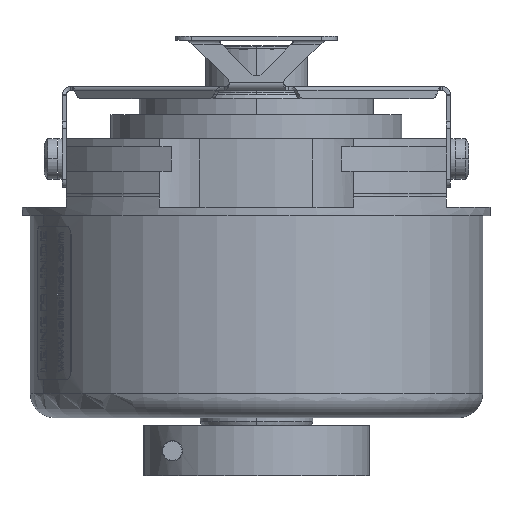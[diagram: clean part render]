
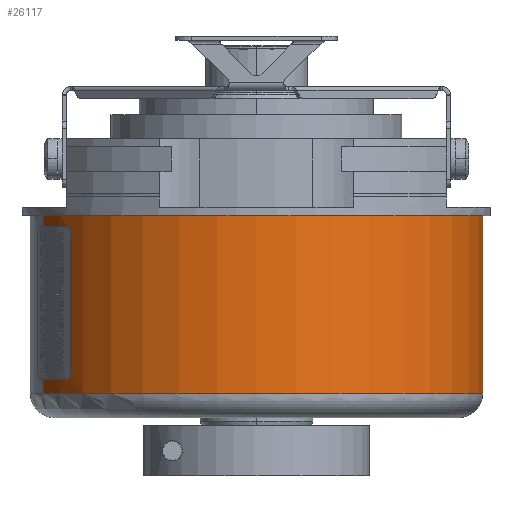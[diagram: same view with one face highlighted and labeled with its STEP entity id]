
A CAD part, front view. The second image highlights one B-rep face of the part: STEP entity #26117.
In plain terms, the highlighted cylindrical face has radius 28 mm (diameter 56 mm), a partial arc.
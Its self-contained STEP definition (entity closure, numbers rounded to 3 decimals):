
#4373=DIRECTION('',(0.,0.,1.));
#4374=VECTOR('',#4373,17.);
#4375=CARTESIAN_POINT('',(-22.936,-16.06,-15.5));
#4376=LINE('',#4375,#4374);
#4377=CARTESIAN_POINT('',(-22.936,-16.06,1.5));
#4378=CARTESIAN_POINT('',(-22.936,-16.06,
1.533));
#4379=CARTESIAN_POINT('',(-22.938,-16.058,
1.598));
#4380=CARTESIAN_POINT('',(-22.946,-16.046,
1.696));
#4381=CARTESIAN_POINT('',(-22.96,-16.026,1.791));
#4382=CARTESIAN_POINT('',(-22.979,-15.999,
1.883));
#4383=CARTESIAN_POINT('',(-23.003,-15.965,
1.972));
#4384=CARTESIAN_POINT('',(-23.032,-15.923,
2.057));
#4385=CARTESIAN_POINT('',(-23.065,-15.874,
2.136));
#4386=CARTESIAN_POINT('',(-23.102,-15.82,
2.208));
#4387=CARTESIAN_POINT('',(-23.143,-15.76,
2.274));
#4388=CARTESIAN_POINT('',(-23.188,-15.695,
2.333));
#4389=CARTESIAN_POINT('',(-23.235,-15.625,
2.384));
#4390=CARTESIAN_POINT('',(-23.285,-15.551,
2.425));
#4391=CARTESIAN_POINT('',(-23.336,-15.474,
2.458));
#4392=CARTESIAN_POINT('',(-23.388,-15.395,
2.482));
#4393=CARTESIAN_POINT('',(-23.442,-15.313,
2.497));
#4394=CARTESIAN_POINT('',(-23.477,-15.258,2.5));
#4395=CARTESIAN_POINT('',(-23.495,-15.231,2.5));
#4397=CARTESIAN_POINT('',(0.,0.,2.5));
#4398=DIRECTION('',(0.,0.,1.));
#4399=DIRECTION('',(-0.94,-0.342,0.));
#4400=AXIS2_PLACEMENT_3D('',#4397,#4398,#4399);
#4402=DIRECTION('',(0.,0.,-1.));
#4403=VECTOR('',#4402,1.3);
#4404=CARTESIAN_POINT('',(-26.311,-9.577,3.8));
#4405=LINE('',#4404,#4403);
#4406=DIRECTION('',(0.,0.,-1.));
#4407=VECTOR('',#4406,1.7);
#4408=CARTESIAN_POINT('',(-26.311,-9.577,-16.5));
#4409=LINE('',#4408,#4407);
#4410=CARTESIAN_POINT('',(0.,0.,-16.5));
#4411=DIRECTION('',(0.,0.,1.));
#4412=DIRECTION('',(-0.94,-0.342,0.));
#4413=AXIS2_PLACEMENT_3D('',#4410,#4411,#4412);
#4415=CARTESIAN_POINT('',(-23.495,-15.231,-16.5));
#4416=CARTESIAN_POINT('',(-23.477,-15.258,-16.5));
#4417=CARTESIAN_POINT('',(-23.442,-15.313,
-16.497));
#4418=CARTESIAN_POINT('',(-23.388,-15.395,
-16.482));
#4419=CARTESIAN_POINT('',(-23.336,-15.474,
-16.458));
#4420=CARTESIAN_POINT('',(-23.285,-15.551,
-16.425));
#4421=CARTESIAN_POINT('',(-23.235,-15.625,
-16.384));
#4422=CARTESIAN_POINT('',(-23.188,-15.695,
-16.333));
#4423=CARTESIAN_POINT('',(-23.143,-15.76,
-16.274));
#4424=CARTESIAN_POINT('',(-23.102,-15.82,
-16.208));
#4425=CARTESIAN_POINT('',(-23.065,-15.874,
-16.136));
#4426=CARTESIAN_POINT('',(-23.032,-15.923,
-16.057));
#4427=CARTESIAN_POINT('',(-23.003,-15.965,
-15.972));
#4428=CARTESIAN_POINT('',(-22.979,-15.999,
-15.883));
#4429=CARTESIAN_POINT('',(-22.96,-16.026,-15.791));
#4430=CARTESIAN_POINT('',(-22.946,-16.046,
-15.696));
#4431=CARTESIAN_POINT('',(-22.938,-16.058,
-15.598));
#4432=CARTESIAN_POINT('',(-22.936,-16.06,
-15.533));
#4433=CARTESIAN_POINT('',(-22.936,-16.06,-15.5));
#4489=DIRECTION('',(0.,0.,-1.));
#4490=VECTOR('',#4489,22.);
#4491=CARTESIAN_POINT('',(26.311,9.577,3.8));
#4492=LINE('',#4491,#4490);
#4543=CARTESIAN_POINT('',(0.,0.,-18.2));
#4544=DIRECTION('',(0.,0.,1.));
#4545=DIRECTION('',(-0.94,-0.342,0.));
#4546=AXIS2_PLACEMENT_3D('',#4543,#4544,#4545);
#11671=CARTESIAN_POINT('',(0.,0.,3.8));
#11672=DIRECTION('',(0.,0.,1.));
#11673=DIRECTION('',(1.,0.,0.));
#11674=AXIS2_PLACEMENT_3D('',#11671,#11672,#11673);
#11676=CARTESIAN_POINT('',(0.,0.,3.8));
#11677=DIRECTION('',(0.,0.,1.));
#11678=DIRECTION('',(-0.94,-0.342,0.));
#11679=AXIS2_PLACEMENT_3D('',#11676,#11677,#11678);
#21756=CARTESIAN_POINT('',(-26.311,-9.577,-18.2));
#21757=CARTESIAN_POINT('',(26.311,9.577,-18.2));
#21758=VERTEX_POINT('',#21756);
#21759=VERTEX_POINT('',#21757);
#21803=CARTESIAN_POINT('',(26.311,9.577,3.8));
#21804=CARTESIAN_POINT('',(-26.311,-9.577,3.8));
#21805=VERTEX_POINT('',#21803);
#21806=VERTEX_POINT('',#21804);
#21807=CARTESIAN_POINT('',(28.,0.,3.8));
#21808=VERTEX_POINT('',#21807);
#23764=CARTESIAN_POINT('',(-26.311,-9.577,-16.5));
#23766=VERTEX_POINT('',#23764);
#23768=CARTESIAN_POINT('',(-26.311,-9.577,2.5));
#23770=VERTEX_POINT('',#23768);
#23945=CARTESIAN_POINT('',(-22.936,-16.06,-15.5));
#23946=CARTESIAN_POINT('',(-22.936,-16.06,1.5));
#23947=VERTEX_POINT('',#23945);
#23948=VERTEX_POINT('',#23946);
#23949=CARTESIAN_POINT('',(-23.495,-15.231,-16.5));
#23950=VERTEX_POINT('',#23949);
#23951=CARTESIAN_POINT('',(-23.495,-15.231,2.5));
#23952=VERTEX_POINT('',#23951);
#26089=CARTESIAN_POINT('',(0.,0.,3.8));
#26090=DIRECTION('',(0.,0.,1.));
#26091=DIRECTION('',(0.94,0.342,0.));
#26092=AXIS2_PLACEMENT_3D('',#26089,#26090,#26091);
#26093=CYLINDRICAL_SURFACE('',#26092,28.);
#26095=ORIENTED_EDGE('',*,*,#26094,.T.);
#26097=ORIENTED_EDGE('',*,*,#26096,.T.);
#26099=ORIENTED_EDGE('',*,*,#26098,.F.);
#26101=ORIENTED_EDGE('',*,*,#26100,.F.);
#26103=ORIENTED_EDGE('',*,*,#26102,.T.);
#26105=ORIENTED_EDGE('',*,*,#26104,.T.);
#26107=ORIENTED_EDGE('',*,*,#26106,.T.);
#26109=ORIENTED_EDGE('',*,*,#26108,.F.);
#26111=ORIENTED_EDGE('',*,*,#26110,.F.);
#26113=ORIENTED_EDGE('',*,*,#26112,.T.);
#26114=ORIENTED_EDGE('',*,*,#26079,.T.);
#26115=EDGE_LOOP('',(#26095,#26097,#26099,#26101,#26103,#26105,#26107,#26109,
#26111,#26113,#26114));
#26116=FACE_OUTER_BOUND('',#26115,.F.);
#4396=B_SPLINE_CURVE_WITH_KNOTS('',3,(#4377,#4378,#4379,#4380,#4381,#4382,#4383,
#4384,#4385,#4386,#4387,#4388,#4389,#4390,#4391,#4392,#4393,#4394,#4395),
.UNSPECIFIED.,.F.,.F.,(4,1,1,1,1,1,1,1,1,1,1,1,1,1,1,1,4),(0.,0.063,0.125,
0.188,0.25,0.313,0.375,0.438,0.5,0.563,0.625,0.688,
0.75,0.813,0.875,0.938,1.),.UNSPECIFIED.);
#4401=CIRCLE('',#4400,28.);
#4414=CIRCLE('',#4413,28.);
#4434=B_SPLINE_CURVE_WITH_KNOTS('',3,(#4415,#4416,#4417,#4418,#4419,#4420,#4421,
#4422,#4423,#4424,#4425,#4426,#4427,#4428,#4429,#4430,#4431,#4432,#4433),
.UNSPECIFIED.,.F.,.F.,(4,1,1,1,1,1,1,1,1,1,1,1,1,1,1,1,4),(0.,0.063,0.125,
0.188,0.25,0.313,0.375,0.438,0.5,0.563,0.625,0.688,
0.75,0.813,0.875,0.938,1.),.UNSPECIFIED.);
#4547=CIRCLE('',#4546,28.);
#11675=CIRCLE('',#11674,28.);
#11680=CIRCLE('',#11679,28.);
#26079=EDGE_CURVE('',#23950,#23947,#4434,.T.);
#26094=EDGE_CURVE('',#23947,#23948,#4376,.T.);
#26096=EDGE_CURVE('',#23948,#23952,#4396,.T.);
#26098=EDGE_CURVE('',#23770,#23952,#4401,.T.);
#26100=EDGE_CURVE('',#21806,#23770,#4405,.T.);
#26102=EDGE_CURVE('',#21806,#21808,#11680,.T.);
#26104=EDGE_CURVE('',#21808,#21805,#11675,.T.);
#26106=EDGE_CURVE('',#21805,#21759,#4492,.T.);
#26108=EDGE_CURVE('',#21758,#21759,#4547,.T.);
#26110=EDGE_CURVE('',#23766,#21758,#4409,.T.);
#26112=EDGE_CURVE('',#23766,#23950,#4414,.T.);
#26117=ADVANCED_FACE('',(#26116),#26093,.T.);
